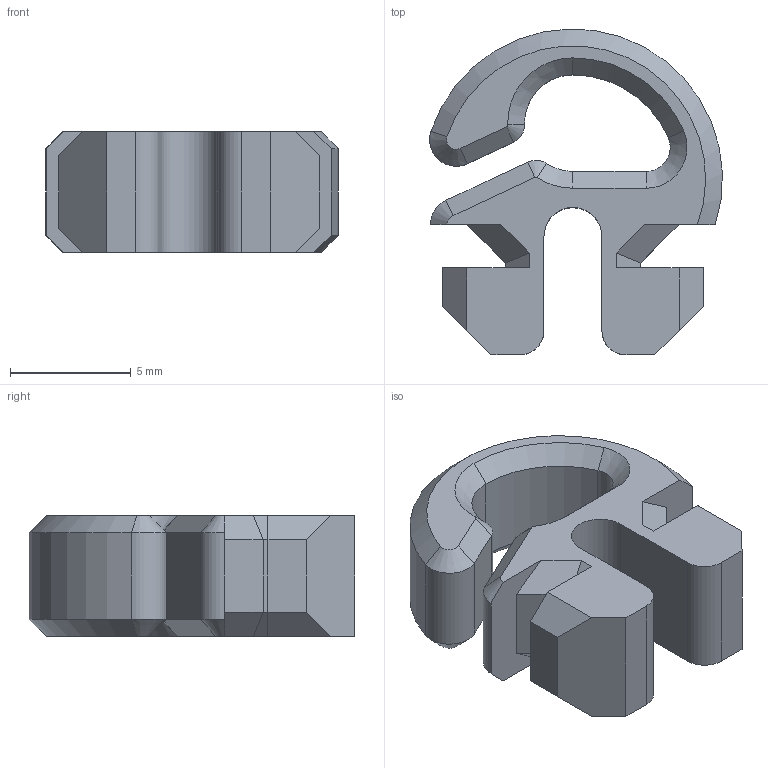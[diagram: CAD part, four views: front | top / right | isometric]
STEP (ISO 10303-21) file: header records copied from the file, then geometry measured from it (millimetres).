
FILE_DESCRIPTION(/* description */ (''),/* implementation_level */ '2;1');
FILE_NAME(/* name */ 'cable_clip_round.step',/* time_stamp */ '2017-11-26T17:08:02+01:00',/* author */ ('gregsaun'),/* organization */ (''),/* preprocessor_version */ 'ST-DEVELOPER v16.13',/* originating_system */ 'Autodesk Translation Framework v6.5.0.72',/* authorisation */ '');
FILE_SCHEMA (('AUTOMOTIVE_DESIGN { 1 0 10303 214 3 1 1 }'));
Length unit declared in the file: millimetre
Products named in the file (1): cable_clip_round
Bounding box: 12.13 x 13.5 x 5 mm (x, y, z)
Volume: 426.2 mm3; surface area: 556.5 mm2
Topology: 1 solids, 1 shells, 69 faces, 175 edges, 108 vertices
Faces by surface type: plane 39, cone 18, cylinder 12
Entity records: 2081 total; most frequent: CARTESIAN_POINT 357, DIRECTION 355, ORIENTED_EDGE 350, EDGE_CURVE 175, LINE 131, VECTOR 131, AXIS2_PLACEMENT_3D 112, VERTEX_POINT 108
